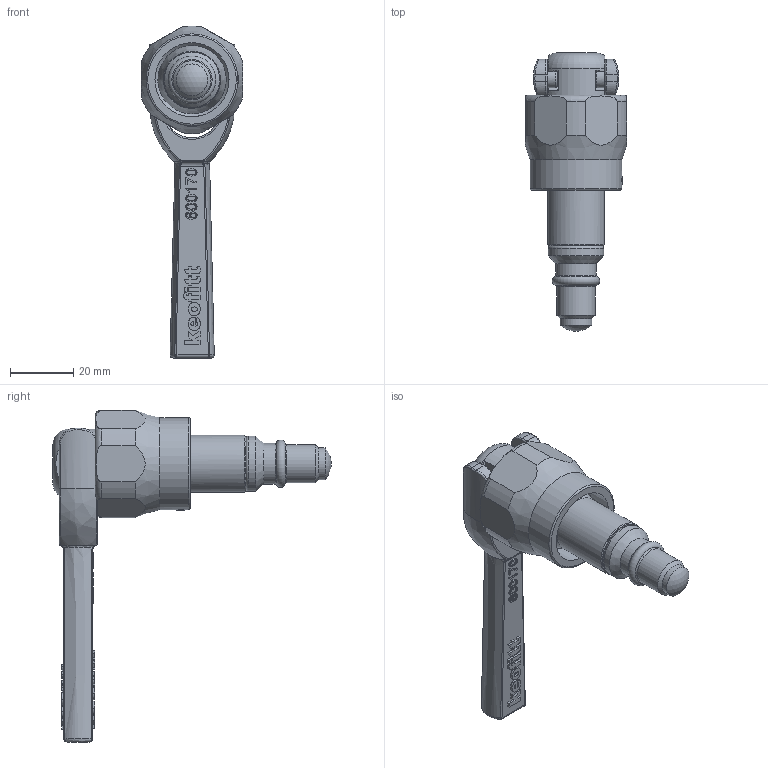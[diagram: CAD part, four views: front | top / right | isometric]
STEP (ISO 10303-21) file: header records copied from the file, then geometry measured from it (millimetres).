
FILE_DESCRIPTION((''),'2;1');
FILE_NAME('600043E.stp','2008-08-05T09:55:01',('mbm'),(''),'Autodesk Inventor 2008','Autodesk Inventor 2008','');
FILE_SCHEMA(('AUTOMOTIVE_DESIGN { 1 0 10303 214 1 1 1 1 }'));
Length unit declared in the file: millimetre
Products named in the file (1): Part14
Bounding box: 32 x 87.86 x 104.8 mm (x, y, z)
Volume: 44907 mm3; surface area: 13270.1 mm2
Topology: 1 solids, 4 shells, 540 faces, 1410 edges, 909 vertices
Faces by surface type: plane 225, bspline 221, cylinder 54, torus 20, cone 15, sphere 5
Full cylindrical faces by diameter (mm): 2.5 x1, 3 x1, 3.05 x1, 6 x1, 6.05 x1, 10 x1, 11.5 x1, 12 x1, 12.9 x1, 17.5 x1, 18 x1, 23.4 x1, 29 x1
Entity records: 21290 total; most frequent: CARTESIAN_POINT 9165, ORIENTED_EDGE 2708, DIRECTION 1706, EDGE_CURVE 1354, VERTEX_POINT 894, VECTOR 704, LINE 704, EDGE_LOOP 622
